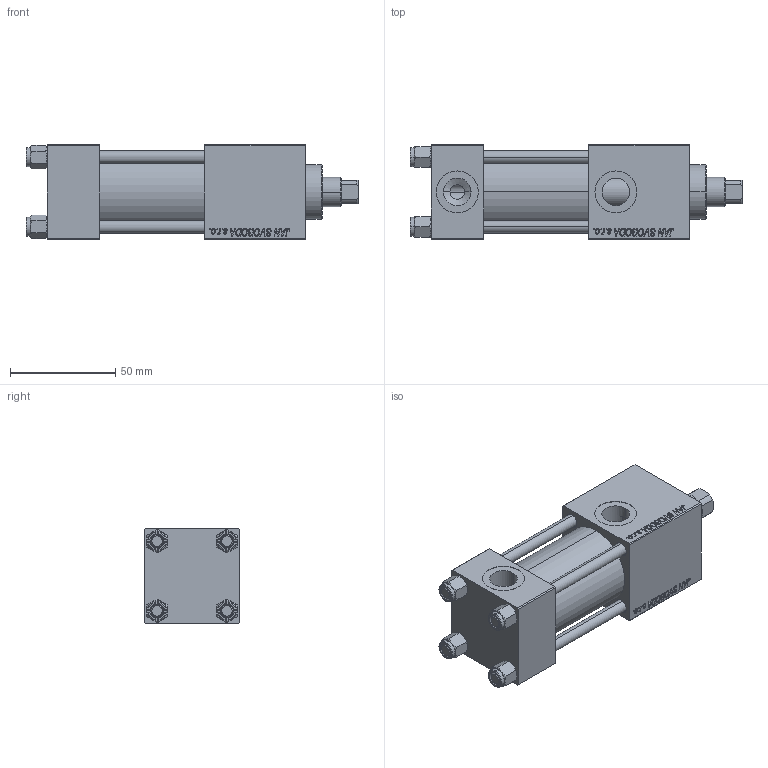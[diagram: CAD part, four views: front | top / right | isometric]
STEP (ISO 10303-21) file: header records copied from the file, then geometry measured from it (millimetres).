
FILE_DESCRIPTION (( 'STEP AP203' ), '1' );
FILE_NAME ('c892.STEP', '2023-08-26T14:41:12', ( '' ), ( '' ), 'SwSTEP 2.0', 'SolidWorks 2019', '' );
FILE_SCHEMA (( 'CONFIG_CONTROL_DESIGN' ));
Length unit declared in the file: millimetre
Products named in the file (6): c892; NUT_M5_C 95d9a19412543ed283e3839361140ace; V215CR_VCP_C 95d9a19412543ed283e3839361140ace; V215CR_C_TYCINKA 95d9a19412543ed283e3839361140ace; V215_VC_A 95d9a19412543ed283e3839361140ace; V215CR_C_Body 95d9a19412543ed283e3839361140ace
Assembly tree (11 placements, depth 2):
  c892
    V215CR_C_Body 95d9a19412543ed283e3839361140ace
    V215CR_VCP_C 95d9a19412543ed283e3839361140ace
    NUT_M5_C 95d9a19412543ed283e3839361140ace  x4
    V215CR_C_TYCINKA 95d9a19412543ed283e3839361140ace  x4
    V215_VC_A 95d9a19412543ed283e3839361140ace
Bounding box: 158 x 45 x 45 mm (x, y, z)
Volume: 193896.4 mm3; surface area: 67084.7 mm2
Topology: 11 solids, 11 shells, 1147 faces, 2875 edges, 1865 vertices
Faces by surface type: plane 525, bspline 392, cone 136, cylinder 86, torus 8
Entity records: 50195 total; most frequent: CARTESIAN_POINT 27108, ORIENTED_EDGE 5242, DIRECTION 3295, EDGE_CURVE 2621, VERTEX_POINT 1721, LINE 1591, VECTOR 1591, EDGE_LOOP 1154
